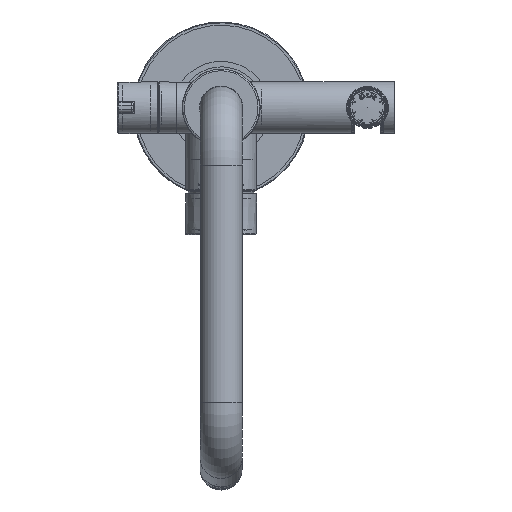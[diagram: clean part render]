
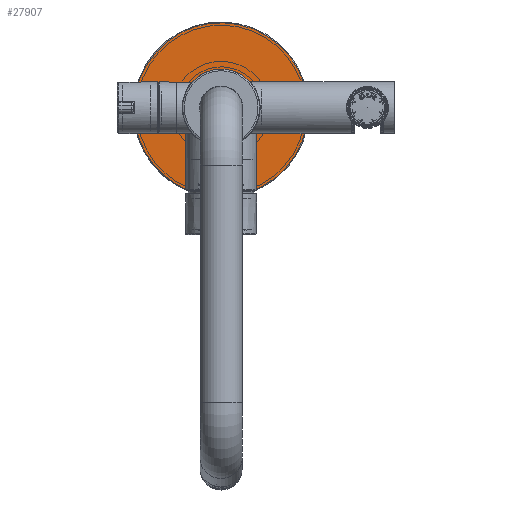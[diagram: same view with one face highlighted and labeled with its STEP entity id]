
A CAD part, top view. The second image highlights one B-rep face of the part: STEP entity #27907.
In plain terms, the highlighted face is planar.
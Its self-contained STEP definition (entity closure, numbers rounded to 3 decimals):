
#11492=ORIENTED_EDGE('',*,*,#14870,.T.);
#11493=ORIENTED_EDGE('',*,*,#14871,.T.);
#14870=EDGE_CURVE('',#17176,#17176,#18241,.T.);
#14871=EDGE_CURVE('',#17177,#17177,#18242,.F.);
#17176=VERTEX_POINT('',#61376);
#17177=VERTEX_POINT('',#61378);
#18241=CIRCLE('',#30370,24.55);
#18242=CIRCLE('',#30371,54.);
#20352=EDGE_LOOP('',(#11492));
#20353=EDGE_LOOP('',(#11493));
#22477=FACE_BOUND('',#20352,.T.);
#22478=FACE_BOUND('',#20353,.T.);
#22979=PLANE('',#30369);
#27907=ADVANCED_FACE('',(#22477,#22478),#22979,.F.);
#30369=AXIS2_PLACEMENT_3D('',#61374,#36338,#36339);
#30370=AXIS2_PLACEMENT_3D('',#61375,#36340,#36341);
#30371=AXIS2_PLACEMENT_3D('',#61377,#36342,#36343);
#36338=DIRECTION('',(0.,-1.,0.));
#36339=DIRECTION('',(0.,0.,-1.));
#36340=DIRECTION('',(0.,-1.,0.));
#36341=DIRECTION('',(0.,0.,-1.));
#36342=DIRECTION('',(0.,-1.,0.));
#36343=DIRECTION('',(0.,0.,-1.));
#61374=CARTESIAN_POINT('',(-24.25,12.,0.));
#61375=CARTESIAN_POINT('',(0.,12.,0.));
#61376=CARTESIAN_POINT('',(0.,12.,-24.55));
#61377=CARTESIAN_POINT('',(0.,12.,0.));
#61378=CARTESIAN_POINT('',(0.,12.,-54.));
